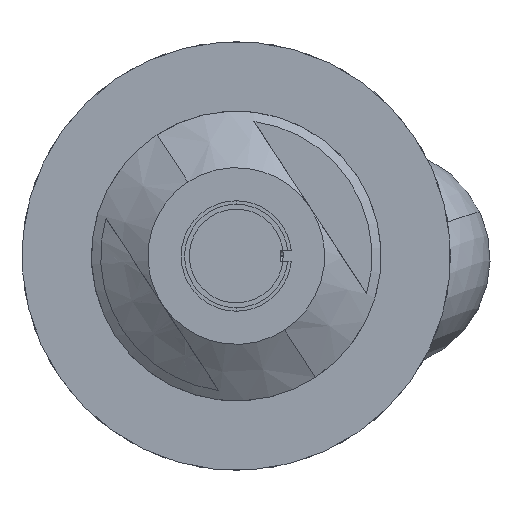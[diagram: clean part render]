
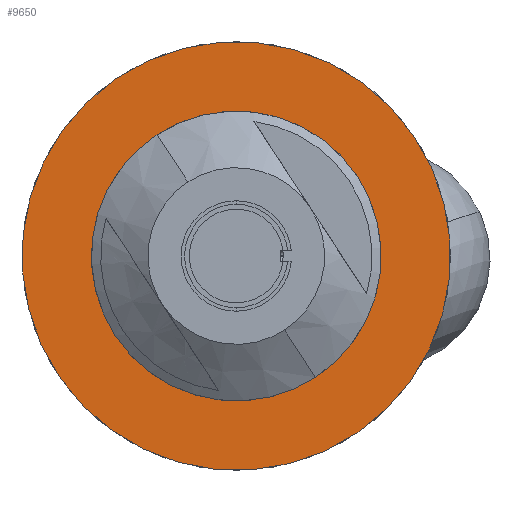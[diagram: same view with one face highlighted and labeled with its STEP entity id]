
A CAD part, left-side view. The second image highlights one B-rep face of the part: STEP entity #9650.
In plain terms, the highlighted planar face has unit normal (-1, 0, 0).
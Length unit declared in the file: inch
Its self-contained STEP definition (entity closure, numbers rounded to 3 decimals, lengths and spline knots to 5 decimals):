
#120 = VERTEX_POINT ( 'NONE', #10859 ) ;
#239 = FACE_OUTER_BOUND ( 'NONE', #10867, .T. ) ;
#479 = CIRCLE ( 'NONE', #11745, 1.2125 ) ;
#503 = AXIS2_PLACEMENT_3D ( 'NONE', #4723, #11663, #8798 ) ;
#613 = AXIS2_PLACEMENT_3D ( 'NONE', #2764, #6537, #734 ) ;
#734 = DIRECTION ( 'NONE',  ( 0., 0.901, 0.434 ) ) ;
#985 = EDGE_CURVE ( 'NONE', #4597, #3286, #2273, .T. ) ;
#1061 = CARTESIAN_POINT ( 'NONE',  ( -3.277, -1.09234, -0.52626 ) ) ;
#1279 = AXIS2_PLACEMENT_3D ( 'NONE', #12749, #3565, #2654 ) ;
#2273 = CIRCLE ( 'NONE', #613, 1.2125 ) ;
#2654 = DIRECTION ( 'NONE',  ( 0., 0.901, 0.434 ) ) ;
#2764 = CARTESIAN_POINT ( 'NONE',  ( -3.277, 0., 0. ) ) ;
#2832 = DIRECTION ( 'NONE',  ( 0., 0.901, 0.434 ) ) ;
#3286 = VERTEX_POINT ( 'NONE', #12642 ) ;
#3407 = EDGE_CURVE ( 'NONE', #10804, #120, #3436, .T. ) ;
#3436 = CIRCLE ( 'NONE', #7070, 0.82 ) ;
#3565 = DIRECTION ( 'NONE',  ( 1., 0., 0. ) ) ;
#3870 = ORIENTED_EDGE ( 'NONE', *, *, #8075, .F. ) ;
#4589 = PLANE ( 'NONE',  #503 ) ;
#4597 = VERTEX_POINT ( 'NONE', #1061 ) ;
#4723 = CARTESIAN_POINT ( 'NONE',  ( -3.277, 0.3559, -0.73874 ) ) ;
#6481 = ORIENTED_EDGE ( 'NONE', *, *, #985, .F. ) ;
#6537 = DIRECTION ( 'NONE',  ( 1., 0., 0. ) ) ;
#7070 = AXIS2_PLACEMENT_3D ( 'NONE', #10418, #11673, #8653 ) ;
#7328 = FACE_BOUND ( 'NONE', #7653, .T. ) ;
#7653 = EDGE_LOOP ( 'NONE', ( #12109, #12735 ) ) ;
#8075 = EDGE_CURVE ( 'NONE', #3286, #4597, #479, .T. ) ;
#8653 = DIRECTION ( 'NONE',  ( 0., 0.901, 0.434 ) ) ;
#8798 = DIRECTION ( 'NONE',  ( 0., 0.901, 0.434 ) ) ;
#9650 = ADVANCED_FACE ( 'NONE', ( #239, #7328 ), #4589, .F. ) ;
#10418 = CARTESIAN_POINT ( 'NONE',  ( -3.277, 0., 0. ) ) ;
#10804 = VERTEX_POINT ( 'NONE', #11680 ) ;
#10859 = CARTESIAN_POINT ( 'NONE',  ( -3.277, -0.73874, -0.3559 ) ) ;
#10867 = EDGE_LOOP ( 'NONE', ( #3870, #6481 ) ) ;
#11663 = DIRECTION ( 'NONE',  ( 1., 0., 0. ) ) ;
#11673 = DIRECTION ( 'NONE',  ( 1., 0., 0. ) ) ;
#11680 = CARTESIAN_POINT ( 'NONE',  ( -3.277, 0.73874, 0.3559 ) ) ;
#11745 = AXIS2_PLACEMENT_3D ( 'NONE', #12122, #13072, #2832 ) ;
#12109 = ORIENTED_EDGE ( 'NONE', *, *, #3407, .T. ) ;
#12122 = CARTESIAN_POINT ( 'NONE',  ( -3.277, 0., 0. ) ) ;
#12166 = EDGE_CURVE ( 'NONE', #120, #10804, #12366, .T. ) ;
#12366 = CIRCLE ( 'NONE', #1279, 0.82 ) ;
#12642 = CARTESIAN_POINT ( 'NONE',  ( -3.277, 1.09234, 0.52626 ) ) ;
#12735 = ORIENTED_EDGE ( 'NONE', *, *, #12166, .T. ) ;
#12749 = CARTESIAN_POINT ( 'NONE',  ( -3.277, 0., 0. ) ) ;
#13072 = DIRECTION ( 'NONE',  ( 1., 0., 0. ) ) ;
